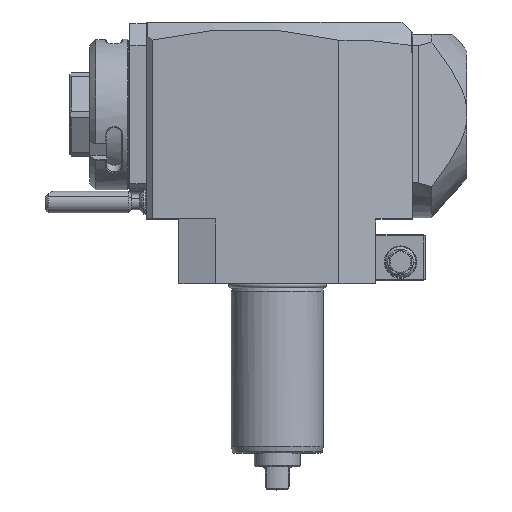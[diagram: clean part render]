
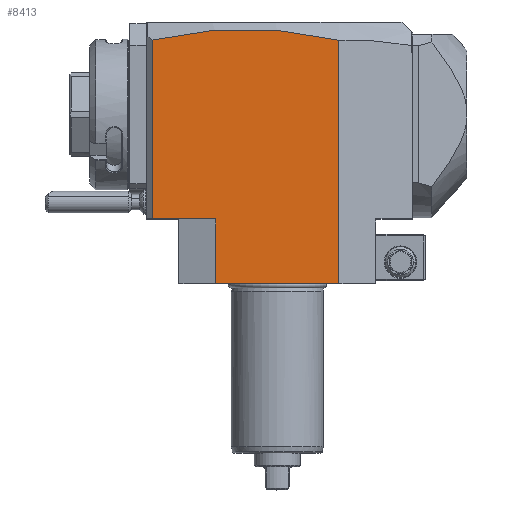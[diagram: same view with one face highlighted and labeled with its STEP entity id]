
A CAD part, top view. The second image highlights one B-rep face of the part: STEP entity #8413.
In plain terms, the highlighted planar face has unit normal (0, 0, 1).
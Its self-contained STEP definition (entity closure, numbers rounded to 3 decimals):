
#17=DIRECTION('',(-1.,0.,0.));
#18=VECTOR('',#17,40.);
#19=CARTESIAN_POINT('',(20.,0.,32.));
#20=LINE('',#19,#18);
#880=DIRECTION('',(0.,1.,0.));
#881=VECTOR('',#880,79.092);
#882=CARTESIAN_POINT('',(20.,0.,32.));
#883=LINE('',#882,#881);
#906=DIRECTION('',(-1.,0.,0.));
#907=VECTOR('',#906,20.5);
#908=CARTESIAN_POINT('',(-20.,21.,32.));
#909=LINE('',#908,#907);
#910=CARTESIAN_POINT('',(-40.5,79.133,32.));
#911=CARTESIAN_POINT('',(-35.458,80.345,32.));
#912=CARTESIAN_POINT('',(-25.373,82.145,32.));
#913=CARTESIAN_POINT('',(-10.247,83.032,32.));
#914=CARTESIAN_POINT('',(4.877,82.124,32.));
#915=CARTESIAN_POINT('',(14.959,80.311,32.));
#916=CARTESIAN_POINT('',(20.,79.092,32.));
#930=DIRECTION('',(0.,-1.,0.));
#931=VECTOR('',#930,58.133);
#932=CARTESIAN_POINT('',(-40.5,79.133,32.));
#933=LINE('',#932,#931);
#943=DIRECTION('',(0.,-1.,0.));
#944=VECTOR('',#943,21.);
#945=CARTESIAN_POINT('',(-20.,21.,32.));
#946=LINE('',#945,#944);
#7083=VERTEX_POINT('',#910);
#7084=VERTEX_POINT('',#916);
#7447=CARTESIAN_POINT('',(-40.5,21.,32.));
#7449=VERTEX_POINT('',#7447);
#7467=CARTESIAN_POINT('',(20.,0.,32.));
#7468=VERTEX_POINT('',#7467);
#7469=CARTESIAN_POINT('',(-20.,0.,32.));
#7470=VERTEX_POINT('',#7469);
#7627=CARTESIAN_POINT('',(-20.,21.,32.));
#7628=VERTEX_POINT('',#7627);
#8397=CARTESIAN_POINT('',(-35.103,21.,32.));
#8398=DIRECTION('',(0.,0.,1.));
#8399=DIRECTION('',(1.,0.,0.));
#8400=AXIS2_PLACEMENT_3D('',#8397,#8398,#8399);
#8401=PLANE('',#8400);
#8403=ORIENTED_EDGE('',*,*,#8402,.T.);
#8405=ORIENTED_EDGE('',*,*,#8404,.F.);
#8406=ORIENTED_EDGE('',*,*,#7850,.T.);
#8407=ORIENTED_EDGE('',*,*,#8385,.F.);
#8408=ORIENTED_EDGE('',*,*,#7642,.T.);
#8410=ORIENTED_EDGE('',*,*,#8409,.F.);
#8411=EDGE_LOOP('',(#8403,#8405,#8406,#8407,#8408,#8410));
#8412=FACE_OUTER_BOUND('',#8411,.F.);
#917=B_SPLINE_CURVE_WITH_KNOTS('',3,(#910,#911,#912,#913,#914,#915,#916),
.UNSPECIFIED.,.F.,.F.,(4,1,1,1,4),(0.,0.25,0.5,0.75,1.),
.UNSPECIFIED.);
#7642=EDGE_CURVE('',#7468,#7470,#20,.T.);
#7850=EDGE_CURVE('',#7083,#7084,#917,.T.);
#8385=EDGE_CURVE('',#7468,#7084,#883,.T.);
#8402=EDGE_CURVE('',#7628,#7449,#909,.T.);
#8404=EDGE_CURVE('',#7083,#7449,#933,.T.);
#8409=EDGE_CURVE('',#7628,#7470,#946,.T.);
#8413=ADVANCED_FACE('',(#8412),#8401,.T.);
